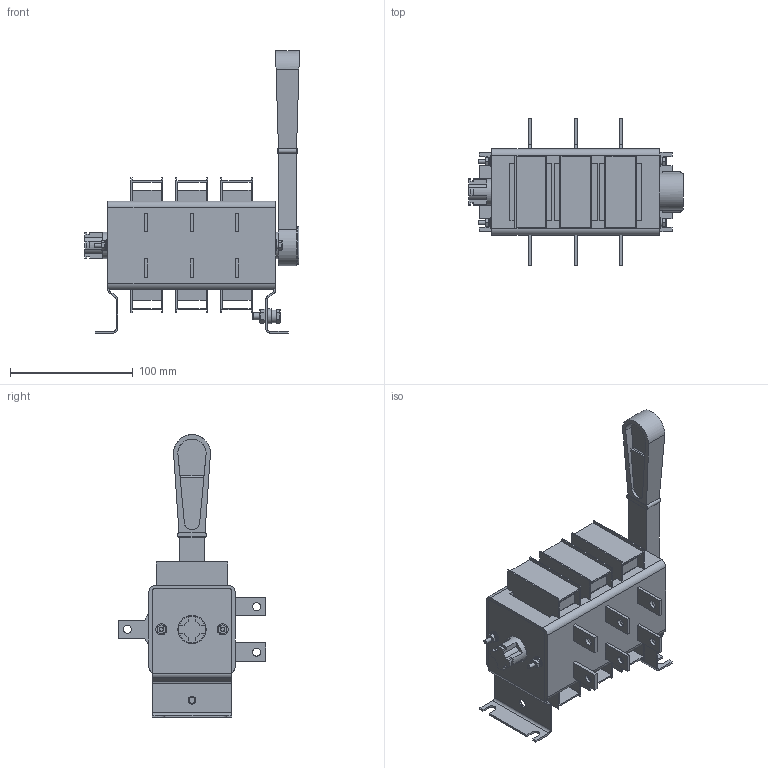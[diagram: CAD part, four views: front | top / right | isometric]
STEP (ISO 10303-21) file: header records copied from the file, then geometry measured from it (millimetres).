
FILE_DESCRIPTION (( 'STEP AP203' ), '1' );
FILE_NAME ('uvr32-31a71220.ÃÌ Âûêëþ÷àòåëü-ðàçúåäèíèòåëü ÂÐ32Ó-31À71220 íåñúåìíàÿ ëåâàÿ-ïðàâàÿ ðóêîÿòêà.STEP', '2025-06-10T06:20:38', ( '' ), ( '' ), 'SwSTEP 2.0', 'SolidWorks 2021', '' );
FILE_SCHEMA (( 'CONFIG_CONTROL_DESIGN' ));
Length unit declared in the file: millimetre
Products named in the file (1): uvr32-31a71220.ÃÌ Âûêëþ÷àòåëü-ðàçúåäèíèòåëü ÂÐ32Ó-31À71220 íåñúåìíàÿ ëåâàÿ-ïðàâàÿ ðóêîÿòêà
Bounding box: 174.8 x 120 x 229.8 mm (x, y, z)
Volume: 819581.5 mm3; surface area: 234689.3 mm2
Topology: 26 solids, 26 shells, 743 faces, 1917 edges, 1242 vertices
Faces by surface type: plane 554, cylinder 179, torus 9, cone 1
Full cylindrical faces by diameter (mm): 3.1 x4, 3.3 x4, 3.5 x4, 4.8 x5, 5.8 x2, 6 x1, 6.5 x15, 9 x4, 10.7 x1, 12 x1, 12.6 x1, 13 x1, 21.6 x1, 23.1 x3, 28.8 x1, 31.2 x1
Entity records: 22063 total; most frequent: CARTESIAN_POINT 4004, ORIENTED_EDGE 3694, DIRECTION 3588, EDGE_CURVE 1847, VECTOR 1470, LINE 1470, VERTEX_POINT 1227, AXIS2_PLACEMENT_3D 1059
